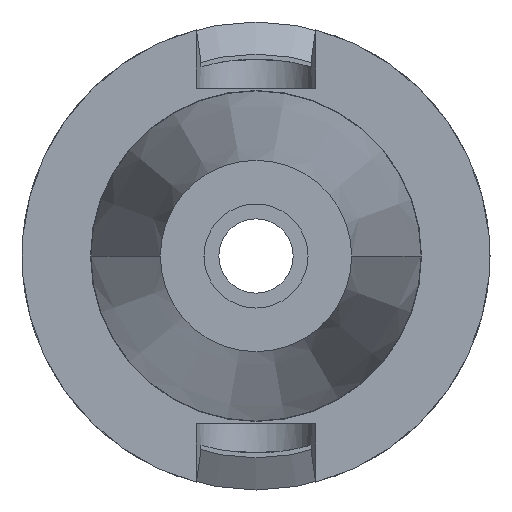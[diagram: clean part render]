
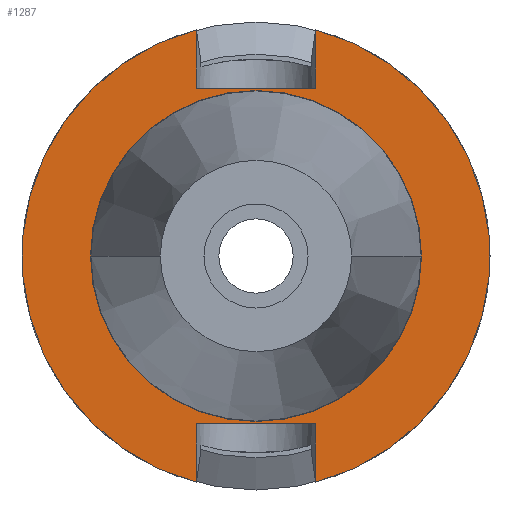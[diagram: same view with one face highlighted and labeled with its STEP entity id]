
A CAD part, left-side view. The second image highlights one B-rep face of the part: STEP entity #1287.
In plain terms, the highlighted planar face has unit normal (-1, 0, 0).
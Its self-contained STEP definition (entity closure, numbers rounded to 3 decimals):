
#195=CARTESIAN_POINT('',(2.,0.,0.));
#196=DIRECTION('',(-1.,0.,0.));
#197=DIRECTION('',(0.,0.256,0.967));
#198=AXIS2_PLACEMENT_3D('',#195,#196,#197);
#210=CARTESIAN_POINT('',(2.,0.,0.));
#211=DIRECTION('',(-1.,0.,0.));
#212=DIRECTION('',(0.,-0.256,-0.967));
#213=AXIS2_PLACEMENT_3D('',#210,#211,#212);
#405=DIRECTION('',(0.,1.,0.));
#406=VECTOR('',#405,16.1);
#407=CARTESIAN_POINT('',(2.,-8.05,-22.6));
#408=LINE('',#407,#406);
#412=DIRECTION('',(0.,0.,1.));
#413=VECTOR('',#412,7.854);
#414=CARTESIAN_POINT('',(2.,8.05,-30.454));
#415=LINE('',#414,#413);
#419=DIRECTION('',(0.,0.,-1.));
#420=VECTOR('',#419,7.854);
#421=CARTESIAN_POINT('',(2.,8.05,30.454));
#422=LINE('',#421,#420);
#426=DIRECTION('',(0.,1.,0.));
#427=VECTOR('',#426,16.1);
#428=CARTESIAN_POINT('',(2.,-8.05,22.6));
#429=LINE('',#428,#427);
#433=DIRECTION('',(0.,0.,-1.));
#434=VECTOR('',#433,7.854);
#435=CARTESIAN_POINT('',(2.,-8.05,30.454));
#436=LINE('',#435,#434);
#440=DIRECTION('',(0.,0.,1.));
#441=VECTOR('',#440,7.854);
#442=CARTESIAN_POINT('',(2.,-8.05,-30.454));
#443=LINE('',#442,#441);
#461=CARTESIAN_POINT('',(2.,0.,0.));
#462=DIRECTION('',(-1.,0.,0.));
#463=DIRECTION('',(0.,1.,0.));
#464=AXIS2_PLACEMENT_3D('',#461,#462,#463);
#469=CARTESIAN_POINT('',(2.,0.,0.));
#470=DIRECTION('',(1.,0.,0.));
#471=DIRECTION('',(0.,1.,0.));
#472=AXIS2_PLACEMENT_3D('',#469,#470,#471);
#835=CARTESIAN_POINT('',(2.,22.162,0.));
#837=VERTEX_POINT('',#835);
#845=CARTESIAN_POINT('',(2.,-22.162,0.));
#847=VERTEX_POINT('',#845);
#883=CARTESIAN_POINT('',(2.,8.05,30.454));
#885=VERTEX_POINT('',#883);
#887=CARTESIAN_POINT('',(2.,-8.05,30.454));
#889=VERTEX_POINT('',#887);
#891=CARTESIAN_POINT('',(2.,-8.05,22.6));
#892=CARTESIAN_POINT('',(2.,8.05,22.6));
#893=VERTEX_POINT('',#891);
#894=VERTEX_POINT('',#892);
#903=CARTESIAN_POINT('',(2.,8.05,-30.454));
#905=VERTEX_POINT('',#903);
#907=CARTESIAN_POINT('',(2.,-8.05,-30.454));
#909=VERTEX_POINT('',#907);
#911=CARTESIAN_POINT('',(2.,-8.05,-22.6));
#912=CARTESIAN_POINT('',(2.,8.05,-22.6));
#913=VERTEX_POINT('',#911);
#914=VERTEX_POINT('',#912);
#1263=CARTESIAN_POINT('',(2.,0.,0.));
#1264=DIRECTION('',(1.,0.,0.));
#1265=DIRECTION('',(0.,-1.,0.));
#1266=AXIS2_PLACEMENT_3D('',#1263,#1264,#1265);
#1267=PLANE('',#1266);
#1269=ORIENTED_EDGE('',*,*,#1268,.T.);
#1270=ORIENTED_EDGE('',*,*,#1110,.F.);
#1271=ORIENTED_EDGE('',*,*,#1131,.F.);
#1272=ORIENTED_EDGE('',*,*,#1244,.T.);
#1273=ORIENTED_EDGE('',*,*,#1254,.F.);
#1275=ORIENTED_EDGE('',*,*,#1274,.F.);
#1276=ORIENTED_EDGE('',*,*,#1143,.F.);
#1278=ORIENTED_EDGE('',*,*,#1277,.T.);
#1279=EDGE_LOOP('',(#1269,#1270,#1271,#1272,#1273,#1275,#1276,#1278));
#1280=FACE_OUTER_BOUND('',#1279,.F.);
#1282=ORIENTED_EDGE('',*,*,#1281,.T.);
#1284=ORIENTED_EDGE('',*,*,#1283,.F.);
#1285=EDGE_LOOP('',(#1282,#1284));
#1286=FACE_BOUND('',#1285,.F.);
#199=CIRCLE('',#198,31.5);
#214=CIRCLE('',#213,31.5);
#465=CIRCLE('',#464,22.162);
#473=CIRCLE('',#472,22.162);
#1110=EDGE_CURVE('',#905,#914,#415,.T.);
#1131=EDGE_CURVE('',#885,#905,#199,.T.);
#1143=EDGE_CURVE('',#909,#889,#214,.T.);
#1244=EDGE_CURVE('',#885,#894,#422,.T.);
#1254=EDGE_CURVE('',#893,#894,#429,.T.);
#1268=EDGE_CURVE('',#913,#914,#408,.T.);
#1274=EDGE_CURVE('',#889,#893,#436,.T.);
#1277=EDGE_CURVE('',#909,#913,#443,.T.);
#1281=EDGE_CURVE('',#837,#847,#465,.T.);
#1283=EDGE_CURVE('',#837,#847,#473,.T.);
#1287=ADVANCED_FACE('',(#1280,#1286),#1267,.F.);
